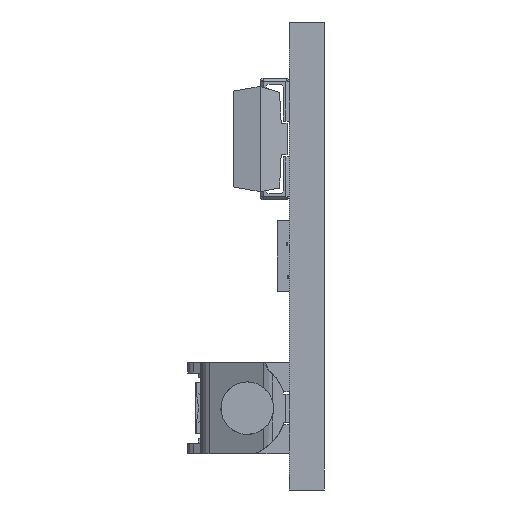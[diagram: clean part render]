
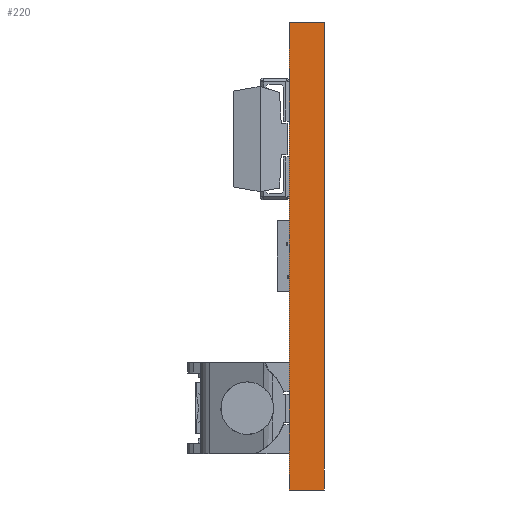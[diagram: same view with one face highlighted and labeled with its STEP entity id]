
A CAD part, left-side view. The second image highlights one B-rep face of the part: STEP entity #220.
In plain terms, the highlighted planar face has unit normal (-1, 0, 0).
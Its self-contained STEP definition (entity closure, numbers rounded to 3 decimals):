
#220 = ADVANCED_FACE ( 'NONE', ( #49198 ), #58505, .T. ) ;
#2301 = CARTESIAN_POINT ( 'NONE',  ( 0.2, -1.5, 0. ) ) ;
#3316 = VERTEX_POINT ( 'NONE', #23128 ) ;
#3444 = VERTEX_POINT ( 'NONE', #18744 ) ;
#4187 = VERTEX_POINT ( 'NONE', #2301 ) ;
#7603 = EDGE_CURVE ( 'NONE', #3316, #38360, #30733, .T. ) ;
#8334 = EDGE_CURVE ( 'NONE', #38360, #3444, #35258, .T. ) ;
#10538 = ORIENTED_EDGE ( 'NONE', *, *, #15033, .T. ) ;
#12631 = DIRECTION ( 'NONE',  ( 0., 1., 0. ) ) ;
#12781 = CARTESIAN_POINT ( 'NONE',  ( 0.2, -1.5, 0. ) ) ;
#15033 = EDGE_CURVE ( 'NONE', #3316, #4187, #55464, .T. ) ;
#15042 = VECTOR ( 'NONE', #12631, 1000. ) ;
#17521 = VECTOR ( 'NONE', #44049, 1000. ) ;
#17762 = VECTOR ( 'NONE', #50452, 1000. ) ;
#18084 = EDGE_CURVE ( 'NONE', #4187, #3444, #28277, .T. ) ;
#18744 = CARTESIAN_POINT ( 'NONE',  ( 0.2, 0., 0. ) ) ;
#22055 = VECTOR ( 'NONE', #25621, 1000. ) ;
#23128 = CARTESIAN_POINT ( 'NONE',  ( 0.2, -1.5, -20. ) ) ;
#25313 = CARTESIAN_POINT ( 'NONE',  ( 0.2, 0., -20. ) ) ;
#25621 = DIRECTION ( 'NONE',  ( 0., 0., 1. ) ) ;
#28277 = LINE ( 'NONE', #12781, #15042 ) ;
#30733 = LINE ( 'NONE', #42494, #17521 ) ;
#35258 = LINE ( 'NONE', #25313, #22055 ) ;
#38360 = VERTEX_POINT ( 'NONE', #62615 ) ;
#42494 = CARTESIAN_POINT ( 'NONE',  ( 0.2, -1.5, -20. ) ) ;
#44049 = DIRECTION ( 'NONE',  ( 0., 1., 0. ) ) ;
#49100 = ORIENTED_EDGE ( 'NONE', *, *, #8334, .F. ) ;
#49198 = FACE_OUTER_BOUND ( 'NONE', #55604, .T. ) ;
#50452 = DIRECTION ( 'NONE',  ( 0., 0., 1. ) ) ;
#50501 = CARTESIAN_POINT ( 'NONE',  ( 0.2, -1.5, -20. ) ) ;
#55464 = LINE ( 'NONE', #50501, #17762 ) ;
#55604 = EDGE_LOOP ( 'NONE', ( #49100, #56775, #10538, #62878 ) ) ;
#56491 = AXIS2_PLACEMENT_3D ( 'NONE', #57794, #56671, #56542 ) ;
#56542 = DIRECTION ( 'NONE',  ( 0., 0., 1. ) ) ;
#56671 = DIRECTION ( 'NONE',  ( -1., 0., 0. ) ) ;
#56775 = ORIENTED_EDGE ( 'NONE', *, *, #7603, .F. ) ;
#57794 = CARTESIAN_POINT ( 'NONE',  ( 0.2, -1.5, -20. ) ) ;
#58505 = PLANE ( 'NONE',  #56491 ) ;
#62615 = CARTESIAN_POINT ( 'NONE',  ( 0.2, 0., -20. ) ) ;
#62878 = ORIENTED_EDGE ( 'NONE', *, *, #18084, .T. ) ;
